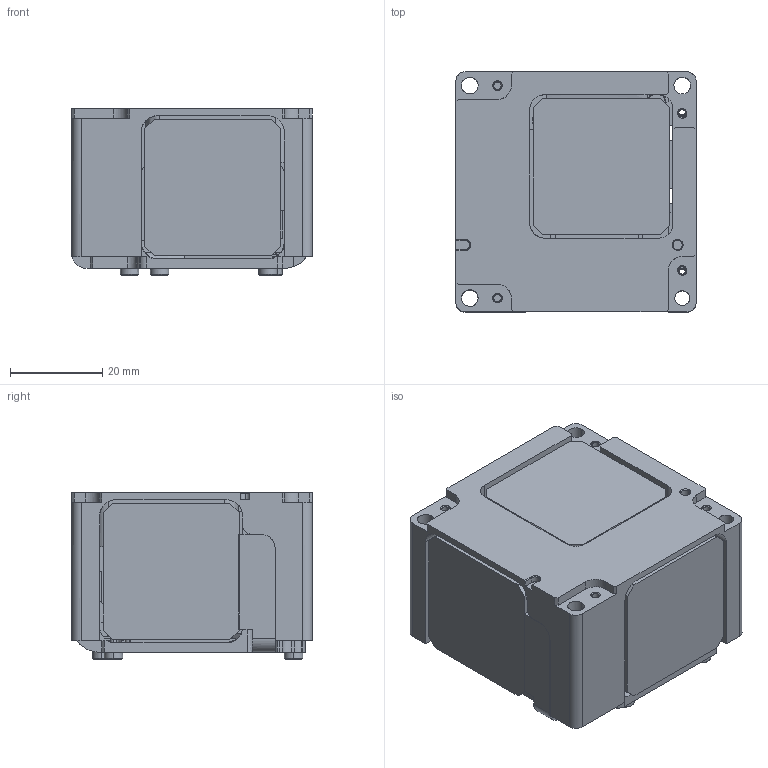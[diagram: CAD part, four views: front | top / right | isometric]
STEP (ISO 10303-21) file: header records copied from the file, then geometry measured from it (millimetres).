
FILE_DESCRIPTION (( 'STEP AP214' ), '1' );
FILE_NAME ('PULSE 80-OEM1-CSTMOUT.STEP', '2024-11-26T16:06:11', ( '' ), ( '' ), 'SwSTEP 2.0', 'SolidWorks 2024', '' );
FILE_SCHEMA (( 'AUTOMOTIVE_DESIGN' ));
Length unit declared in the file: millimetre
Products named in the file (1): PULSE 80-OEM1-CSTMOUT
Bounding box: 52 x 52 x 36 mm (x, y, z)
Surface area: 23740.2 mm2 (no closed solid volume)
Topology: 0 solids, 22 shells, 360 faces, 1385 edges, 1041 vertices
Faces by surface type: bspline 356, plane 4
Entity records: 19574 total; most frequent: CARTESIAN_POINT 8412, ORIENTED_EDGE 2129, EDGE_CURVE 1385, B_SPLINE_CURVE_WITH_KNOTS 1226, VERTEX_POINT 1041, EDGE_LOOP 395, ADVANCED_FACE 360, FACE_OUTER_BOUND 360
